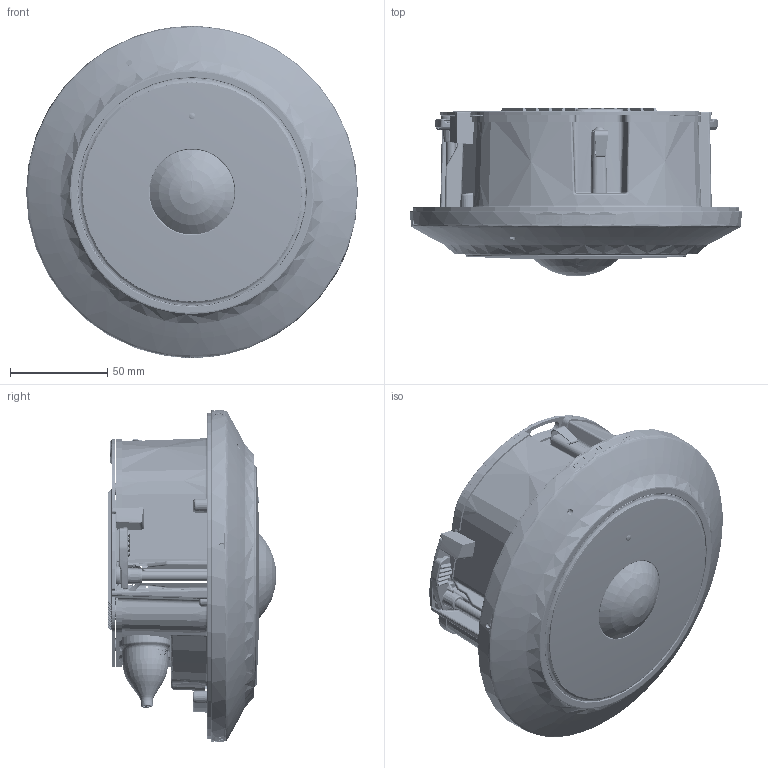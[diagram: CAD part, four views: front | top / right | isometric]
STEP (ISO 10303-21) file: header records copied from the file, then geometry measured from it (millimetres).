
FILE_DESCRIPTION (( 'STEP AP214' ), '1' );
FILE_NAME ('Domera SDF6xxx Housing.STEP', '2025-04-23T06:59:03', ( '' ), ( '' ), 'SwSTEP 2.0', 'SolidWorks 2024', '' );
FILE_SCHEMA (( 'AUTOMOTIVE_DESIGN' ));
Length unit declared in the file: millimetre
Products named in the file (1): Domera SDF6xxx Housing
Bounding box: 170.97 x 86.9 x 171 mm (x, y, z)
Surface area: 106857 mm2 (no closed solid volume)
Topology: 0 solids, 66 shells, 3173 faces, 10403 edges, 7868 vertices
Faces by surface type: bspline 1477, plane 878, cylinder 500, torus 169, cone 139, sphere 10
Full cylindrical faces by diameter (mm): 2.7 x2, 3.3 x2, 4.1 x1, 4.5 x2, 5 x4, 5.2 x1, 5.7 x1, 6 x1, 11 x1, 23.5 x1, 26.5 x2, 43.8 x1
Entity records: 181070 total; most frequent: CARTESIAN_POINT 104123, ORIENTED_EDGE 14925, DIRECTION 12551, EDGE_CURVE 10223, VERTEX_POINT 7810, AXIS2_PLACEMENT_3D 4552, EDGE_LOOP 4399, LINE 3447
